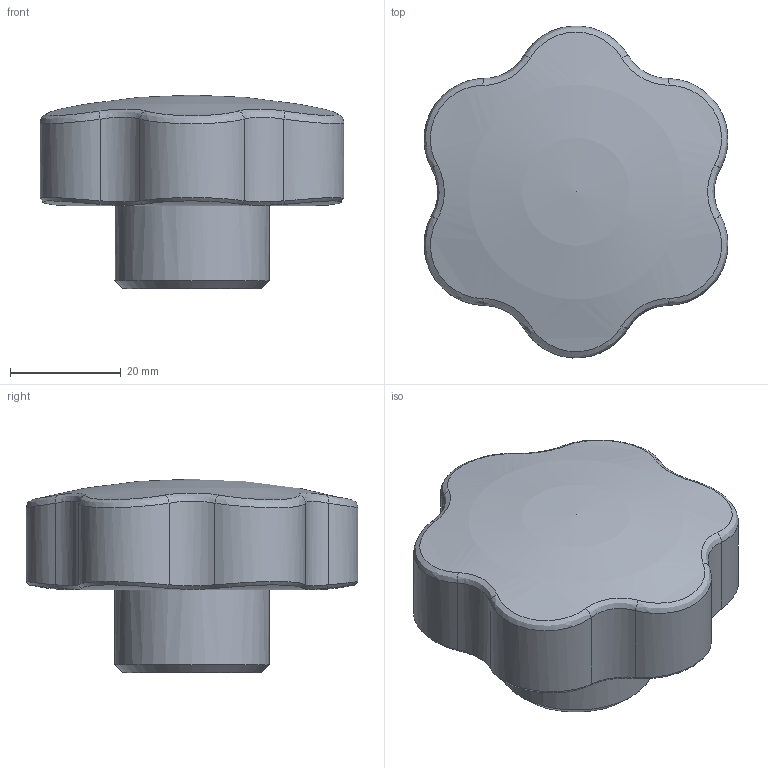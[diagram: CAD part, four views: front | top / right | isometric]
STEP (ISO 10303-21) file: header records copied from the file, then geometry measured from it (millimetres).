
FILE_DESCRIPTION( ( 'Unknown' ), '1' );
FILE_NAME( '6113075_VB60.stp', 'Unknown', ( 'Unknown' ), ( 'Unknown' ), 'XStep 1.0', 'Unknown', ' ' );
FILE_SCHEMA( ( 'CONFIG_CONTROL_DESIGN' ) );
Length unit declared in the file: millimetre
Products named in the file (3): Assem1; VB60_ø14; 1801017
Bounding box: 54.9 x 59.97 x 35 mm (x, y, z)
Volume: 84189.6 mm3; surface area: 30641.7 mm2
Topology: 4 solids, 4 shells, 148 faces, 376 edges, 232 vertices
Faces by surface type: bspline 50, plane 40, cylinder 32, torus 12, cone 8, sphere 6
Full cylindrical faces by diameter (mm): 10.2 x2, 14 x4, 28 x2
Entity records: 5267 total; most frequent: CARTESIAN_POINT 3663, ORIENTED_EDGE 332, DIRECTION 244, EDGE_CURVE 166, VERTEX_POINT 107, AXIS2_PLACEMENT_3D 98, EDGE_LOOP 84, FACE_OUTER_BOUND 79
